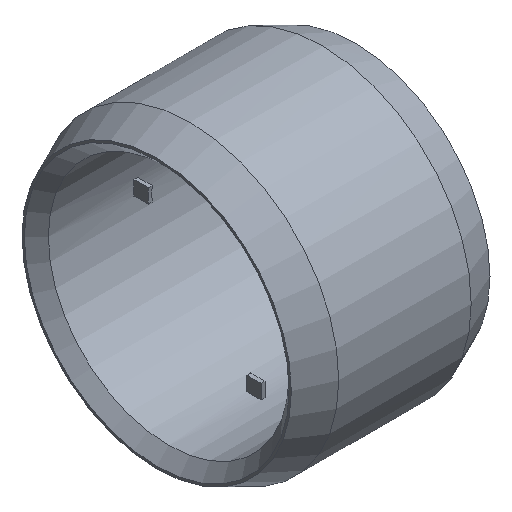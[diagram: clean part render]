
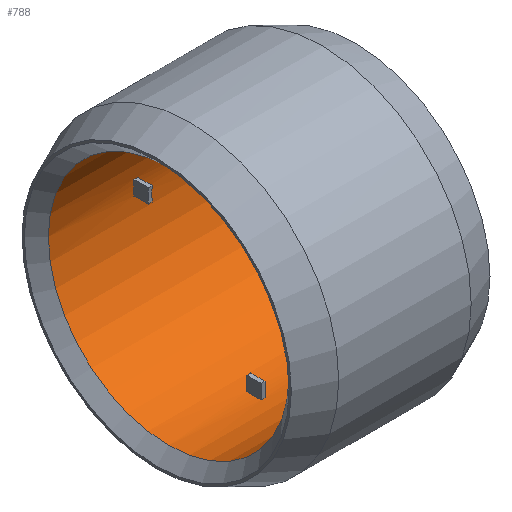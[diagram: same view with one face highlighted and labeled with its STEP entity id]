
A CAD part, isometric view. The second image highlights one B-rep face of the part: STEP entity #788.
In plain terms, the highlighted cylindrical face has radius 157.5 mm (diameter 315 mm), a full revolution.
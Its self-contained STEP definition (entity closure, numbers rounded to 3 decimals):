
#24=FACE_BOUND('',#189,.T.);
#25=FACE_BOUND('',#190,.T.);
#26=FACE_BOUND('',#191,.T.);
#48=CIRCLE('',#841,157.5);
#49=CIRCLE('',#843,157.5);
#52=CIRCLE('',#850,157.5);
#53=CIRCLE('',#851,157.5);
#54=CIRCLE('',#853,157.5);
#55=CIRCLE('',#854,157.5);
#58=CIRCLE('',#861,157.5);
#59=CIRCLE('',#863,157.5);
#62=CIRCLE('',#870,157.5);
#63=CIRCLE('',#872,157.5);
#65=CIRCLE('',#875,157.5);
#66=CIRCLE('',#877,157.5);
#99=CYLINDRICAL_SURFACE('',#876,157.5);
#134=FACE_OUTER_BOUND('',#188,.T.);
#188=EDGE_LOOP('',(#605,#606,#607,#608,#609,#610,#611,#612,#613,#614,#615,
#616));
#189=EDGE_LOOP('',(#617,#618,#619,#620));
#190=EDGE_LOOP('',(#621,#622,#623,#624));
#191=EDGE_LOOP('',(#625,#626,#627,#628));
#234=LINE('',#1205,#287);
#240=LINE('',#1220,#293);
#242=LINE('',#1230,#295);
#248=LINE('',#1245,#301);
#250=LINE('',#1259,#303);
#256=LINE('',#1274,#309);
#261=LINE('',#1293,#314);
#263=LINE('',#1298,#316);
#266=LINE('',#1311,#319);
#267=LINE('',#1313,#320);
#287=VECTOR('',#943,10.);
#293=VECTOR('',#957,10.);
#295=VECTOR('',#969,10.);
#301=VECTOR('',#983,10.);
#303=VECTOR('',#999,10.);
#309=VECTOR('',#1013,10.);
#314=VECTOR('',#1034,10.);
#316=VECTOR('',#1038,10.);
#319=VECTOR('',#1057,157.5);
#320=VECTOR('',#1058,157.5);
#339=VERTEX_POINT('',#1201);
#341=VERTEX_POINT('',#1204);
#345=VERTEX_POINT('',#1216);
#346=VERTEX_POINT('',#1218);
#347=VERTEX_POINT('',#1226);
#349=VERTEX_POINT('',#1229);
#353=VERTEX_POINT('',#1241);
#354=VERTEX_POINT('',#1243);
#355=VERTEX_POINT('',#1247);
#356=VERTEX_POINT('',#1251);
#357=VERTEX_POINT('',#1255);
#359=VERTEX_POINT('',#1258);
#363=VERTEX_POINT('',#1270);
#364=VERTEX_POINT('',#1272);
#369=VERTEX_POINT('',#1289);
#370=VERTEX_POINT('',#1291);
#371=VERTEX_POINT('',#1295);
#372=VERTEX_POINT('',#1297);
#374=VERTEX_POINT('',#1307);
#375=VERTEX_POINT('',#1312);
#409=EDGE_CURVE('',#341,#339,#234,.T.);
#417=EDGE_CURVE('',#345,#346,#240,.T.);
#418=EDGE_CURVE('',#339,#345,#48,.T.);
#419=EDGE_CURVE('',#346,#341,#49,.T.);
#421=EDGE_CURVE('',#349,#347,#242,.T.);
#429=EDGE_CURVE('',#353,#354,#248,.T.);
#430=EDGE_CURVE('',#347,#355,#52,.T.);
#431=EDGE_CURVE('',#355,#353,#53,.T.);
#432=EDGE_CURVE('',#354,#356,#54,.T.);
#433=EDGE_CURVE('',#356,#349,#55,.T.);
#435=EDGE_CURVE('',#359,#357,#250,.T.);
#443=EDGE_CURVE('',#363,#364,#256,.T.);
#444=EDGE_CURVE('',#357,#363,#58,.T.);
#445=EDGE_CURVE('',#364,#359,#59,.T.);
#452=EDGE_CURVE('',#369,#370,#261,.T.);
#454=EDGE_CURVE('',#372,#371,#263,.T.);
#456=EDGE_CURVE('',#371,#369,#62,.T.);
#457=EDGE_CURVE('',#370,#372,#63,.T.);
#460=EDGE_CURVE('',#374,#374,#65,.T.);
#461=EDGE_CURVE('',#374,#356,#266,.T.);
#462=EDGE_CURVE('',#355,#375,#267,.T.);
#463=EDGE_CURVE('',#375,#375,#66,.T.);
#605=ORIENTED_EDGE('',*,*,#460,.F.);
#606=ORIENTED_EDGE('',*,*,#461,.T.);
#607=ORIENTED_EDGE('',*,*,#433,.T.);
#608=ORIENTED_EDGE('',*,*,#421,.T.);
#609=ORIENTED_EDGE('',*,*,#430,.T.);
#610=ORIENTED_EDGE('',*,*,#462,.T.);
#611=ORIENTED_EDGE('',*,*,#463,.T.);
#612=ORIENTED_EDGE('',*,*,#462,.F.);
#613=ORIENTED_EDGE('',*,*,#431,.T.);
#614=ORIENTED_EDGE('',*,*,#429,.T.);
#615=ORIENTED_EDGE('',*,*,#432,.T.);
#616=ORIENTED_EDGE('',*,*,#461,.F.);
#617=ORIENTED_EDGE('',*,*,#417,.T.);
#618=ORIENTED_EDGE('',*,*,#419,.T.);
#619=ORIENTED_EDGE('',*,*,#409,.T.);
#620=ORIENTED_EDGE('',*,*,#418,.T.);
#621=ORIENTED_EDGE('',*,*,#443,.T.);
#622=ORIENTED_EDGE('',*,*,#445,.T.);
#623=ORIENTED_EDGE('',*,*,#435,.T.);
#624=ORIENTED_EDGE('',*,*,#444,.T.);
#625=ORIENTED_EDGE('',*,*,#454,.T.);
#626=ORIENTED_EDGE('',*,*,#456,.T.);
#627=ORIENTED_EDGE('',*,*,#452,.T.);
#628=ORIENTED_EDGE('',*,*,#457,.T.);
#788=ADVANCED_FACE('',(#134,#24,#25,#26),#99,.F.);
#841=AXIS2_PLACEMENT_3D('',#1222,#960,#961);
#843=AXIS2_PLACEMENT_3D('',#1224,#964,#965);
#850=AXIS2_PLACEMENT_3D('',#1248,#986,#987);
#851=AXIS2_PLACEMENT_3D('',#1249,#988,#989);
#853=AXIS2_PLACEMENT_3D('',#1252,#992,#993);
#854=AXIS2_PLACEMENT_3D('',#1253,#994,#995);
#861=AXIS2_PLACEMENT_3D('',#1276,#1016,#1017);
#863=AXIS2_PLACEMENT_3D('',#1278,#1020,#1021);
#870=AXIS2_PLACEMENT_3D('',#1301,#1042,#1043);
#872=AXIS2_PLACEMENT_3D('',#1303,#1046,#1047);
#875=AXIS2_PLACEMENT_3D('',#1309,#1053,#1054);
#876=AXIS2_PLACEMENT_3D('',#1310,#1055,#1056);
#877=AXIS2_PLACEMENT_3D('',#1314,#1059,#1060);
#943=DIRECTION('',(1.,0.,0.));
#957=DIRECTION('',(-1.,0.,0.));
#960=DIRECTION('center_axis',(-1.,0.,0.));
#961=DIRECTION('ref_axis',(0.,1.,0.));
#964=DIRECTION('center_axis',(1.,0.,0.));
#965=DIRECTION('ref_axis',(0.,1.,0.));
#969=DIRECTION('',(1.,0.,0.));
#983=DIRECTION('',(-1.,0.,0.));
#986=DIRECTION('center_axis',(-1.,0.,0.));
#987=DIRECTION('ref_axis',(0.,1.,0.));
#988=DIRECTION('center_axis',(-1.,0.,0.));
#989=DIRECTION('ref_axis',(0.,1.,0.));
#992=DIRECTION('center_axis',(1.,0.,0.));
#993=DIRECTION('ref_axis',(0.,1.,0.));
#994=DIRECTION('center_axis',(1.,0.,0.));
#995=DIRECTION('ref_axis',(0.,1.,0.));
#999=DIRECTION('',(1.,0.,0.));
#1013=DIRECTION('',(-1.,0.,0.));
#1016=DIRECTION('center_axis',(-1.,0.,0.));
#1017=DIRECTION('ref_axis',(0.,1.,0.));
#1020=DIRECTION('center_axis',(1.,0.,0.));
#1021=DIRECTION('ref_axis',(0.,1.,0.));
#1034=DIRECTION('',(-1.,0.,0.));
#1038=DIRECTION('',(1.,0.,0.));
#1042=DIRECTION('center_axis',(-1.,0.,0.));
#1043=DIRECTION('ref_axis',(0.,1.,0.));
#1046=DIRECTION('center_axis',(1.,0.,0.));
#1047=DIRECTION('ref_axis',(0.,1.,0.));
#1053=DIRECTION('center_axis',(1.,0.,0.));
#1054=DIRECTION('ref_axis',(0.,0.,-1.));
#1055=DIRECTION('center_axis',(1.,0.,0.));
#1056=DIRECTION('ref_axis',(0.,1.,0.));
#1057=DIRECTION('',(1.,0.,0.));
#1058=DIRECTION('',(1.,0.,0.));
#1059=DIRECTION('center_axis',(1.,0.,0.));
#1060=DIRECTION('ref_axis',(0.,0.,-1.));
#1201=CARTESIAN_POINT('',(0.,9.375,-157.221));
#1204=CARTESIAN_POINT('',(-5.,9.375,-157.221));
#1205=CARTESIAN_POINT('',(-2.5,9.375,-157.221));
#1216=CARTESIAN_POINT('',(0.,-9.375,-157.221));
#1218=CARTESIAN_POINT('',(-5.,-9.375,-157.221));
#1220=CARTESIAN_POINT('',(-2.5,-9.375,-157.221));
#1222=CARTESIAN_POINT('Origin',(0.,0.,0.));
#1224=CARTESIAN_POINT('Origin',(-5.,0.,0.));
#1226=CARTESIAN_POINT('',(0.,-157.221,-9.375));
#1229=CARTESIAN_POINT('',(-5.,-157.221,-9.375));
#1230=CARTESIAN_POINT('',(-2.5,-157.221,-9.375));
#1241=CARTESIAN_POINT('',(0.,-157.221,9.375));
#1243=CARTESIAN_POINT('',(-5.,-157.221,9.375));
#1245=CARTESIAN_POINT('',(-2.5,-157.221,9.375));
#1247=CARTESIAN_POINT('',(0.,-157.5,0.));
#1248=CARTESIAN_POINT('Origin',(0.,0.,0.));
#1249=CARTESIAN_POINT('Origin',(0.,0.,0.));
#1251=CARTESIAN_POINT('',(-5.,-157.5,0.));
#1252=CARTESIAN_POINT('Origin',(-5.,0.,0.));
#1253=CARTESIAN_POINT('Origin',(-5.,0.,0.));
#1255=CARTESIAN_POINT('',(0.,-9.375,157.221));
#1258=CARTESIAN_POINT('',(-5.,-9.375,157.221));
#1259=CARTESIAN_POINT('',(-2.5,-9.375,157.221));
#1270=CARTESIAN_POINT('',(0.,9.375,157.221));
#1272=CARTESIAN_POINT('',(-5.,9.375,157.221));
#1274=CARTESIAN_POINT('',(-2.5,9.375,157.221));
#1276=CARTESIAN_POINT('Origin',(0.,0.,0.));
#1278=CARTESIAN_POINT('Origin',(-5.,0.,0.));
#1289=CARTESIAN_POINT('',(0.,157.221,-9.375));
#1291=CARTESIAN_POINT('',(-5.,157.221,-9.375));
#1293=CARTESIAN_POINT('',(-2.5,157.221,-9.375));
#1295=CARTESIAN_POINT('',(0.,157.221,9.375));
#1297=CARTESIAN_POINT('',(-5.,157.221,9.375));
#1298=CARTESIAN_POINT('',(-2.5,157.221,9.375));
#1301=CARTESIAN_POINT('Origin',(0.,0.,0.));
#1303=CARTESIAN_POINT('Origin',(-5.,0.,0.));
#1307=CARTESIAN_POINT('',(-116.75,-157.5,0.));
#1309=CARTESIAN_POINT('Origin',(-116.75,0.,0.));
#1310=CARTESIAN_POINT('Origin',(-2.5,0.,0.));
#1311=CARTESIAN_POINT('',(-2.5,-157.5,0.));
#1312=CARTESIAN_POINT('',(111.75,-157.5,0.));
#1313=CARTESIAN_POINT('',(-2.5,-157.5,0.));
#1314=CARTESIAN_POINT('Origin',(111.75,0.,0.));
